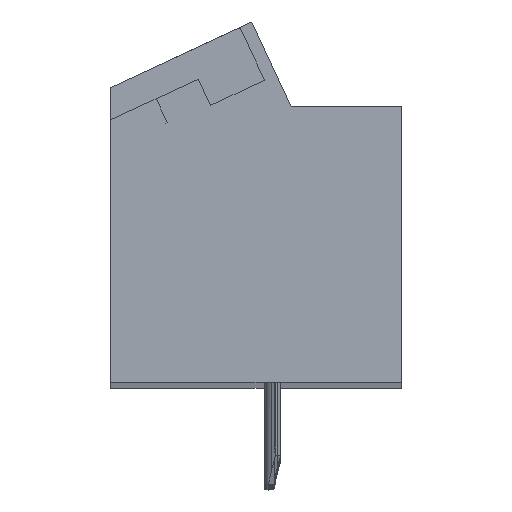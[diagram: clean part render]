
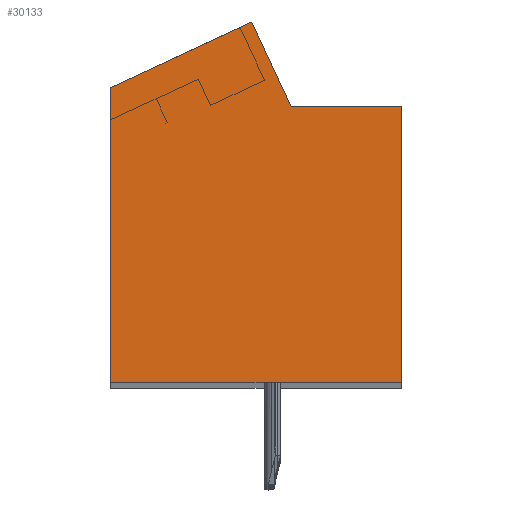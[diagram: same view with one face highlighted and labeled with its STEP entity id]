
A CAD part, top view. The second image highlights one B-rep face of the part: STEP entity #30133.
In plain terms, the highlighted planar face has unit normal (0, 0, 1).
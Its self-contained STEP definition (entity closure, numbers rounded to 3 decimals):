
#10645=DIRECTION('',(-1.,0.,0.));
#10646=VECTOR('',#10645,3.79);
#10647=CARTESIAN_POINT('',(5.002,3.3,116.75));
#10648=LINE('',#10647,#10646);
#10649=DIRECTION('',(0.,1.,0.));
#10650=VECTOR('',#10649,9.5);
#10651=CARTESIAN_POINT('',(5.002,-6.2,116.75));
#10652=LINE('',#10651,#10650);
#10653=DIRECTION('',(1.,0.,0.));
#10654=VECTOR('',#10653,10.);
#10655=CARTESIAN_POINT('',(-4.998,-6.2,116.75));
#10656=LINE('',#10655,#10654);
#10657=DIRECTION('',(0.,-1.,0.));
#10658=VECTOR('',#10657,10.135);
#10659=CARTESIAN_POINT('',(-4.998,3.935,116.75));
#10660=LINE('',#10659,#10658);
#10661=DIRECTION('',(-0.906,-0.423,0.));
#10662=VECTOR('',#10661,5.36);
#10663=CARTESIAN_POINT('',(-0.14,6.2,116.75));
#10664=LINE('',#10663,#10662);
#10665=DIRECTION('',(-0.423,0.906,0.));
#10666=VECTOR('',#10665,3.2);
#10667=CARTESIAN_POINT('',(1.212,3.3,116.75));
#10668=LINE('',#10667,#10666);
#12913=CARTESIAN_POINT('',(5.002,3.3,116.75));
#12914=CARTESIAN_POINT('',(1.212,3.3,116.75));
#12915=VERTEX_POINT('',#12913);
#12916=VERTEX_POINT('',#12914);
#12917=CARTESIAN_POINT('',(-0.14,6.2,116.75));
#12918=VERTEX_POINT('',#12917);
#12919=CARTESIAN_POINT('',(-4.998,3.935,116.75));
#12920=VERTEX_POINT('',#12919);
#12921=CARTESIAN_POINT('',(-4.998,-6.2,116.75));
#12922=VERTEX_POINT('',#12921);
#12923=CARTESIAN_POINT('',(5.002,-6.2,116.75));
#12924=VERTEX_POINT('',#12923);
#30120=CARTESIAN_POINT('',(0.,0.,116.75));
#30121=DIRECTION('',(0.,0.,1.));
#30122=DIRECTION('',(1.,0.,0.));
#30123=AXIS2_PLACEMENT_3D('',#30120,#30121,#30122);
#30124=PLANE('',#30123);
#30125=ORIENTED_EDGE('',*,*,#16542,.F.);
#30126=ORIENTED_EDGE('',*,*,#16557,.F.);
#30127=ORIENTED_EDGE('',*,*,#16571,.F.);
#30128=ORIENTED_EDGE('',*,*,#17024,.F.);
#30129=ORIENTED_EDGE('',*,*,#17509,.F.);
#30130=ORIENTED_EDGE('',*,*,#30114,.F.);
#30131=EDGE_LOOP('',(#30125,#30126,#30127,#30128,#30129,#30130));
#30132=FACE_OUTER_BOUND('',#30131,.F.);
#16542=EDGE_CURVE('',#12915,#12916,#10648,.T.);
#16557=EDGE_CURVE('',#12924,#12915,#10652,.T.);
#16571=EDGE_CURVE('',#12922,#12924,#10656,.T.);
#17024=EDGE_CURVE('',#12920,#12922,#10660,.T.);
#17509=EDGE_CURVE('',#12918,#12920,#10664,.T.);
#30114=EDGE_CURVE('',#12916,#12918,#10668,.T.);
#30133=ADVANCED_FACE('',(#30132),#30124,.T.);
